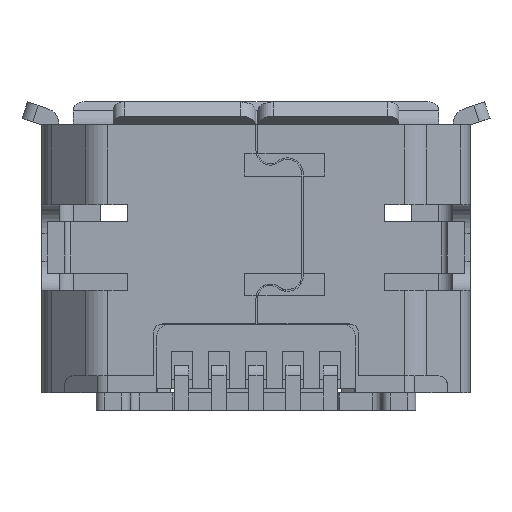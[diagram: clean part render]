
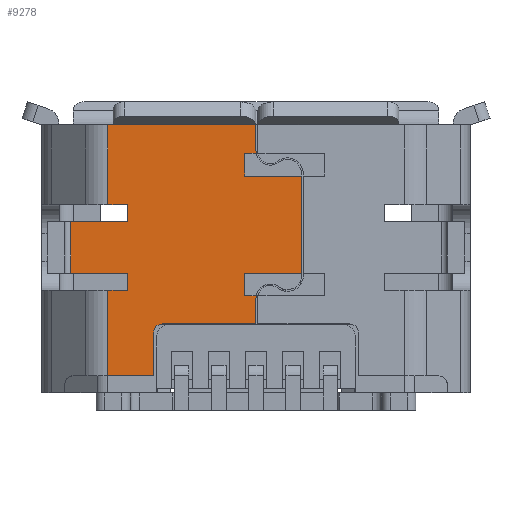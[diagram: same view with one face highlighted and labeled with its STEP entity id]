
A CAD part, front view. The second image highlights one B-rep face of the part: STEP entity #9278.
In plain terms, the highlighted planar face has unit normal (0, -1, 0).
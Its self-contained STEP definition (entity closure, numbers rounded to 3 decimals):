
#35=ELLIPSE('',#9886,0.503,0.28);
#451=LINE('',#13636,#1565);
#455=LINE('',#13645,#1569);
#566=LINE('',#13955,#1680);
#578=LINE('',#13984,#1692);
#580=LINE('',#13989,#1694);
#583=LINE('',#13995,#1697);
#589=LINE('',#14007,#1703);
#593=LINE('',#14016,#1707);
#598=LINE('',#14036,#1712);
#603=LINE('',#14048,#1717);
#604=LINE('',#14050,#1718);
#605=LINE('',#14052,#1719);
#606=LINE('',#14054,#1720);
#607=LINE('',#14056,#1721);
#608=LINE('',#14057,#1722);
#609=LINE('',#14059,#1723);
#610=LINE('',#14061,#1724);
#611=LINE('',#14062,#1725);
#612=LINE('',#14064,#1726);
#613=LINE('',#14066,#1727);
#614=LINE('',#14070,#1728);
#615=LINE('',#14072,#1729);
#616=LINE('',#14074,#1730);
#1565=VECTOR('',#10970,1000.);
#1569=VECTOR('',#10976,1000.);
#1680=VECTOR('',#11247,1000.);
#1692=VECTOR('',#11273,1000.);
#1694=VECTOR('',#11277,1000.);
#1697=VECTOR('',#11282,1000.);
#1703=VECTOR('',#11294,1000.);
#1707=VECTOR('',#11304,1000.);
#1712=VECTOR('',#11323,1000.);
#1717=VECTOR('',#11334,1000.);
#1718=VECTOR('',#11335,1000.);
#1719=VECTOR('',#11336,1000.);
#1720=VECTOR('',#11337,1000.);
#1721=VECTOR('',#11338,1000.);
#1722=VECTOR('',#11339,1000.);
#1723=VECTOR('',#11340,1000.);
#1724=VECTOR('',#11341,1000.);
#1725=VECTOR('',#11342,1000.);
#1726=VECTOR('',#11343,1000.);
#1727=VECTOR('',#11344,1000.);
#1728=VECTOR('',#11347,1000.);
#1729=VECTOR('',#11348,1000.);
#1730=VECTOR('',#11351,1000.);
#2557=PLANE('',#9892);
#2959=FACE_OUTER_BOUND('',#3446,.T.);
#3446=EDGE_LOOP('',(#7164,#7165,#7166,#7167,#7168,#7169,#7170,#7171,#7172,
#7173,#7174,#7175,#7176,#7177,#7178,#7179,#7180,#7181,#7182,#7183,#7184,
#7185,#7186,#7187,#7188,#7189,#7190));
#3807=CIRCLE('',#9769,0.25);
#3856=CIRCLE('',#9893,0.15);
#3857=CIRCLE('',#9894,0.25);
#4200=VERTEX_POINT('',#13544);
#4201=VERTEX_POINT('',#13546);
#4240=VERTEX_POINT('',#13633);
#4241=VERTEX_POINT('',#13635);
#4244=VERTEX_POINT('',#13642);
#4245=VERTEX_POINT('',#13644);
#4359=VERTEX_POINT('',#13953);
#4360=VERTEX_POINT('',#13954);
#4369=VERTEX_POINT('',#13980);
#4370=VERTEX_POINT('',#13982);
#4372=VERTEX_POINT('',#13988);
#4374=VERTEX_POINT('',#13994);
#4377=VERTEX_POINT('',#14005);
#4382=VERTEX_POINT('',#14022);
#4386=VERTEX_POINT('',#14033);
#4387=VERTEX_POINT('',#14035);
#4392=VERTEX_POINT('',#14049);
#4393=VERTEX_POINT('',#14051);
#4394=VERTEX_POINT('',#14053);
#4395=VERTEX_POINT('',#14055);
#4396=VERTEX_POINT('',#14058);
#4397=VERTEX_POINT('',#14060);
#4398=VERTEX_POINT('',#14063);
#4399=VERTEX_POINT('',#14065);
#4400=VERTEX_POINT('',#14067);
#4401=VERTEX_POINT('',#14069);
#4402=VERTEX_POINT('',#14071);
#5195=EDGE_CURVE('',#4201,#4200,#3807,.T.);
#5235=EDGE_CURVE('',#4241,#4240,#451,.T.);
#5239=EDGE_CURVE('',#4245,#4244,#455,.T.);
#5389=EDGE_CURVE('',#4359,#4360,#566,.T.);
#5404=EDGE_CURVE('',#4369,#4370,#578,.T.);
#5406=EDGE_CURVE('',#4372,#4245,#580,.T.);
#5409=EDGE_CURVE('',#4374,#4241,#583,.T.);
#5416=EDGE_CURVE('',#4244,#4377,#589,.T.);
#5421=EDGE_CURVE('',#4240,#4201,#593,.T.);
#5424=EDGE_CURVE('',#4382,#4359,#35,.T.);
#5430=EDGE_CURVE('',#4387,#4386,#598,.T.);
#5436=EDGE_CURVE('',#4200,#4382,#603,.T.);
#5437=EDGE_CURVE('',#4360,#4392,#604,.T.);
#5438=EDGE_CURVE('',#4392,#4393,#605,.T.);
#5439=EDGE_CURVE('',#4394,#4393,#606,.T.);
#5440=EDGE_CURVE('',#4394,#4395,#607,.T.);
#5441=EDGE_CURVE('',#4395,#4369,#608,.T.);
#5442=EDGE_CURVE('',#4370,#4396,#609,.T.);
#5443=EDGE_CURVE('',#4396,#4397,#610,.T.);
#5444=EDGE_CURVE('',#4387,#4397,#611,.T.);
#5445=EDGE_CURVE('',#4386,#4398,#612,.T.);
#5446=EDGE_CURVE('',#4398,#4399,#613,.T.);
#5447=EDGE_CURVE('',#4399,#4400,#3856,.T.);
#5448=EDGE_CURVE('',#4400,#4401,#614,.T.);
#5449=EDGE_CURVE('',#4401,#4402,#615,.T.);
#5450=EDGE_CURVE('',#4402,#4372,#3857,.T.);
#5451=EDGE_CURVE('',#4377,#4374,#616,.T.);
#7164=ORIENTED_EDGE('',*,*,#5436,.T.);
#7165=ORIENTED_EDGE('',*,*,#5424,.T.);
#7166=ORIENTED_EDGE('',*,*,#5389,.T.);
#7167=ORIENTED_EDGE('',*,*,#5437,.T.);
#7168=ORIENTED_EDGE('',*,*,#5438,.T.);
#7169=ORIENTED_EDGE('',*,*,#5439,.F.);
#7170=ORIENTED_EDGE('',*,*,#5440,.T.);
#7171=ORIENTED_EDGE('',*,*,#5441,.T.);
#7172=ORIENTED_EDGE('',*,*,#5404,.T.);
#7173=ORIENTED_EDGE('',*,*,#5442,.T.);
#7174=ORIENTED_EDGE('',*,*,#5443,.T.);
#7175=ORIENTED_EDGE('',*,*,#5444,.F.);
#7176=ORIENTED_EDGE('',*,*,#5430,.T.);
#7177=ORIENTED_EDGE('',*,*,#5445,.T.);
#7178=ORIENTED_EDGE('',*,*,#5446,.T.);
#7179=ORIENTED_EDGE('',*,*,#5447,.T.);
#7180=ORIENTED_EDGE('',*,*,#5448,.T.);
#7181=ORIENTED_EDGE('',*,*,#5449,.T.);
#7182=ORIENTED_EDGE('',*,*,#5450,.T.);
#7183=ORIENTED_EDGE('',*,*,#5406,.T.);
#7184=ORIENTED_EDGE('',*,*,#5239,.T.);
#7185=ORIENTED_EDGE('',*,*,#5416,.T.);
#7186=ORIENTED_EDGE('',*,*,#5451,.T.);
#7187=ORIENTED_EDGE('',*,*,#5409,.T.);
#7188=ORIENTED_EDGE('',*,*,#5235,.T.);
#7189=ORIENTED_EDGE('',*,*,#5421,.T.);
#7190=ORIENTED_EDGE('',*,*,#5195,.T.);
#9278=ADVANCED_FACE('',(#2959),#2557,.T.);
#9769=AXIS2_PLACEMENT_3D('',#13547,#10903,#10904);
#9886=AXIS2_PLACEMENT_3D('',#14023,#11311,#11312);
#9892=AXIS2_PLACEMENT_3D('',#14047,#11332,#11333);
#9893=AXIS2_PLACEMENT_3D('',#14068,#11345,#11346);
#9894=AXIS2_PLACEMENT_3D('',#14073,#11349,#11350);
#10903=DIRECTION('center_axis',(0.,1.,0.));
#10904=DIRECTION('ref_axis',(0.,0.,-1.));
#10970=DIRECTION('',(0.,0.,1.));
#10976=DIRECTION('',(0.,0.,1.));
#11247=DIRECTION('',(-1.,0.,0.));
#11273=DIRECTION('',(0.,0.,-1.));
#11277=DIRECTION('',(-1.,0.,0.));
#11282=DIRECTION('',(-1.,0.,0.));
#11294=DIRECTION('',(1.,0.,0.));
#11304=DIRECTION('',(1.,0.,0.));
#11311=DIRECTION('center_axis',(0.,-1.,0.));
#11312=DIRECTION('ref_axis',(0.,0.,
-1.));
#11323=DIRECTION('',(0.,0.,-1.));
#11332=DIRECTION('center_axis',(0.,-1.,0.));
#11333=DIRECTION('ref_axis',(0.,0.,-1.));
#11334=DIRECTION('',(0.,0.,1.));
#11335=DIRECTION('',(-1.,0.,0.));
#11336=DIRECTION('',(0.,0.,-1.));
#11337=DIRECTION('',(-1.,0.,0.));
#11338=DIRECTION('',(0.,0.,-1.));
#11339=DIRECTION('',(-1.,0.,0.));
#11340=DIRECTION('',(1.,0.,0.));
#11341=DIRECTION('',(0.,0.,-1.));
#11342=DIRECTION('',(1.,0.,0.));
#11343=DIRECTION('',(1.,0.,0.));
#11344=DIRECTION('',(0.,0.,1.));
#11345=DIRECTION('center_axis',(0.,1.,0.));
#11346=DIRECTION('ref_axis',(0.,0.,-1.));
#11347=DIRECTION('',(1.,0.,0.));
#11348=DIRECTION('',(0.,0.,1.));
#11349=DIRECTION('center_axis',(0.,1.,0.));
#11350=DIRECTION('ref_axis',(0.,0.,-1.));
#11351=DIRECTION('',(0.,0.,1.));
#13544=CARTESIAN_POINT('',(0.,-1.225,1.891));
#13546=CARTESIAN_POINT('',(0.003,-1.225,1.85));
#13547=CARTESIAN_POINT('Origin',(0.25,-1.225,1.891));
#13633=CARTESIAN_POINT('',(-0.2,-1.225,1.85));
#13635=CARTESIAN_POINT('',(-0.2,-1.225,1.45));
#13636=CARTESIAN_POINT('',(-0.2,-1.225,-2.35));
#13642=CARTESIAN_POINT('',(-0.2,-1.225,-0.25));
#13644=CARTESIAN_POINT('',(-0.2,-1.225,-0.65));
#13645=CARTESIAN_POINT('',(-0.2,-1.225,-2.35));
#13953=CARTESIAN_POINT('',(0.,-1.225,2.35));
#13954=CARTESIAN_POINT('',(-2.5,-1.225,2.35));
#13955=CARTESIAN_POINT('',(-2.596,-1.225,2.35));
#13980=CARTESIAN_POINT('',(-3.25,-1.225,0.65));
#13982=CARTESIAN_POINT('',(-3.25,-1.225,-0.25));
#13984=CARTESIAN_POINT('',(-3.25,-1.225,-2.35));
#13988=CARTESIAN_POINT('',(0.003,-1.225,-0.65));
#13989=CARTESIAN_POINT('',(-2.596,-1.225,-0.65));
#13994=CARTESIAN_POINT('',(0.8,-1.225,1.45));
#13995=CARTESIAN_POINT('',(-2.596,-1.225,1.45));
#14005=CARTESIAN_POINT('',(0.8,-1.225,-0.25));
#14007=CARTESIAN_POINT('',(-2.596,-1.225,-0.25));
#14016=CARTESIAN_POINT('',(-2.596,-1.225,1.85));
#14022=CARTESIAN_POINT('',(0.,-1.225,2.334));
#14023=CARTESIAN_POINT('Origin',(-0.28,-1.225,2.334));
#14033=CARTESIAN_POINT('',(-2.596,-1.225,-2.05));
#14035=CARTESIAN_POINT('',(-2.596,-1.225,-0.55));
#14036=CARTESIAN_POINT('',(-2.596,-1.225,-2.35));
#14047=CARTESIAN_POINT('Origin',(-2.596,-1.225,-2.35));
#14048=CARTESIAN_POINT('',(0.,-1.225,-2.35));
#14049=CARTESIAN_POINT('',(-2.596,-1.225,2.35));
#14050=CARTESIAN_POINT('',(-2.596,-1.225,2.35));
#14051=CARTESIAN_POINT('',(-2.596,-1.225,0.95));
#14052=CARTESIAN_POINT('',(-2.596,-1.225,-2.35));
#14053=CARTESIAN_POINT('',(-2.25,-1.225,0.95));
#14054=CARTESIAN_POINT('',(-3.75,-1.225,0.95));
#14055=CARTESIAN_POINT('',(-2.25,-1.225,0.65));
#14056=CARTESIAN_POINT('',(-2.25,-1.225,-2.35));
#14057=CARTESIAN_POINT('',(-2.596,-1.225,0.65));
#14058=CARTESIAN_POINT('',(-2.25,-1.225,-0.25));
#14059=CARTESIAN_POINT('',(-2.596,-1.225,-0.25));
#14060=CARTESIAN_POINT('',(-2.25,-1.225,-0.55));
#14061=CARTESIAN_POINT('',(-2.25,-1.225,-2.35));
#14062=CARTESIAN_POINT('',(-3.75,-1.225,-0.55));
#14063=CARTESIAN_POINT('',(-1.79,-1.225,-2.05));
#14064=CARTESIAN_POINT('',(-1.79,-1.225,-2.05));
#14065=CARTESIAN_POINT('',(-1.79,-1.225,-1.29));
#14066=CARTESIAN_POINT('',(-1.79,-1.225,-1.29));
#14067=CARTESIAN_POINT('',(-1.64,-1.225,-1.14));
#14068=CARTESIAN_POINT('Origin',(-1.64,-1.225,-1.29));
#14069=CARTESIAN_POINT('',(0.,-1.225,-1.14));
#14070=CARTESIAN_POINT('',(-2.596,-1.225,-1.14));
#14071=CARTESIAN_POINT('',(0.,-1.225,-0.69));
#14072=CARTESIAN_POINT('',(0.,-1.225,-2.35));
#14073=CARTESIAN_POINT('Origin',(0.25,-1.225,-0.69));
#14074=CARTESIAN_POINT('',(0.8,-1.225,1.49));
